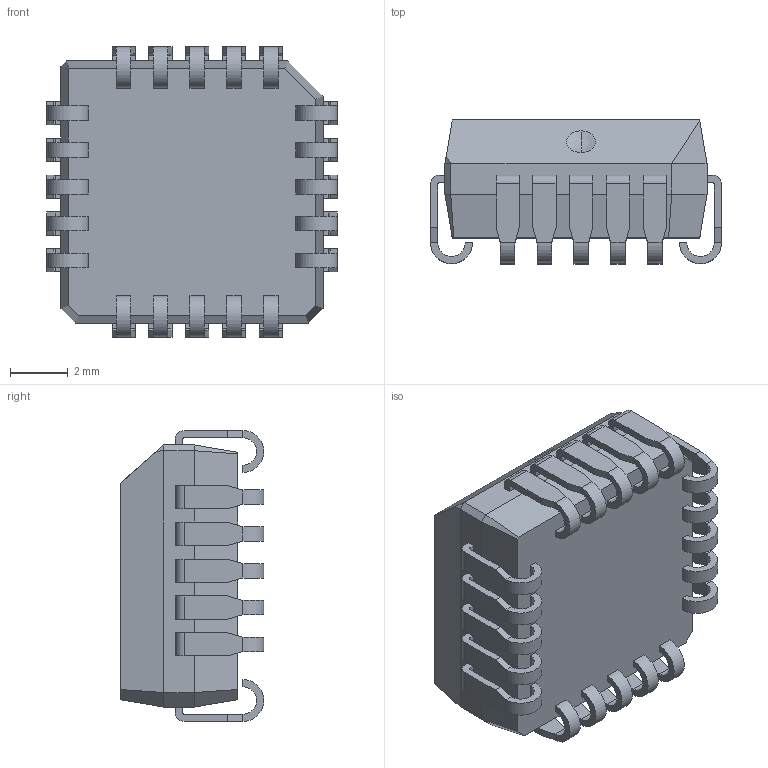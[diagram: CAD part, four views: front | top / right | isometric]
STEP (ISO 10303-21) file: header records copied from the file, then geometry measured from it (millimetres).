
FILE_DESCRIPTION((''),'2;1');
FILE_NAME('PLCC20_P1-27_L9-04_W9-04','2019-02-14T',('Dragos'),(''),'PRO/ENGINEER BY PARAMETRIC TECHNOLOGY CORPORATION, 2004440','PRO/ENGINEER BY PARAMETRIC TECHNOLOGY CORPORATION, 2004440','');
FILE_SCHEMA(('AUTOMOTIVE_DESIGN { 1 0 10303 214 1 1 1 1 }'));
Length unit declared in the file: millimetre
Products named in the file (1): PLCC20_P1-27_L9-04_W9-04
Bounding box: 10.03 x 4.96 x 10.03 mm (x, y, z)
Volume: 322.6 mm3; surface area: 437.1 mm2
Topology: 1 solids, 1 shells, 523 faces, 1382 edges, 891 vertices
Faces by surface type: plane 441, cylinder 80, sphere 2
Entity records: 20412 total; most frequent: CARTESIAN_POINT 2792, ORIENTED_EDGE 2756, DIRECTION 2592, PRESENTATION_STYLE_ASSIGNMENT 1412, STYLED_ITEM 1382, CURVE_STYLE 1381, EDGE_CURVE 1378, VECTOR 1216
